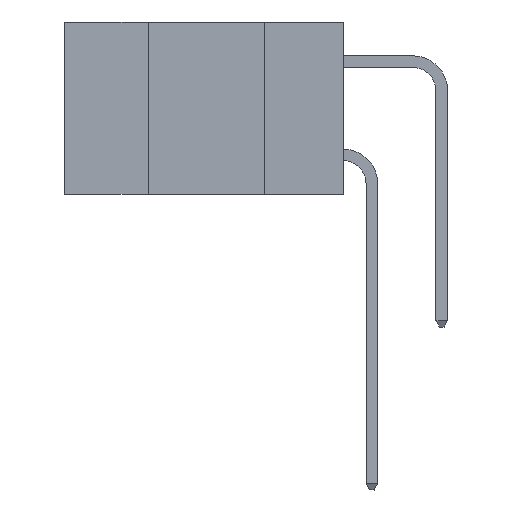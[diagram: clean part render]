
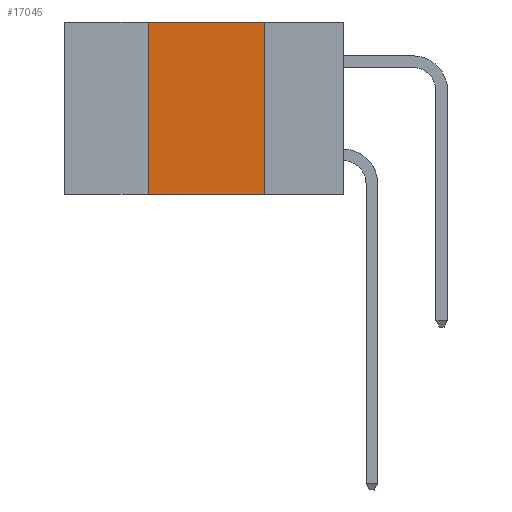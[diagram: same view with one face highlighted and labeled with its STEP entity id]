
A CAD part, left-side view. The second image highlights one B-rep face of the part: STEP entity #17045.
In plain terms, the highlighted planar face has unit normal (-1, 0, 0).
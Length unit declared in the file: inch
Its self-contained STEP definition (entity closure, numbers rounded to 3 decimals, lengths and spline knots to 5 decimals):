
#746 = VECTOR ( 'NONE', #13552, 39.37008 ) ;
#895 = EDGE_CURVE ( 'NONE', #9578, #2882, #13245, .T. ) ;
#2882 = VERTEX_POINT ( 'NONE', #7131 ) ;
#3372 = CARTESIAN_POINT ( 'NONE',  ( 0., 0.42, 0. ) ) ;
#3902 = VECTOR ( 'NONE', #18164, 39.37008 ) ;
#4883 = CARTESIAN_POINT ( 'NONE',  ( 0., 0.42, -0.37 ) ) ;
#4977 = LINE ( 'NONE', #11782, #746 ) ;
#6888 = EDGE_LOOP ( 'NONE', ( #12248, #20437, #13020, #18664 ) ) ;
#7131 = CARTESIAN_POINT ( 'NONE',  ( 0., 0.42, 0. ) ) ;
#7370 = CARTESIAN_POINT ( 'NONE',  ( 0., 0.17, 0. ) ) ;
#7395 = VECTOR ( 'NONE', #17286, 39.37008 ) ;
#8057 = LINE ( 'NONE', #14381, #11838 ) ;
#8349 = AXIS2_PLACEMENT_3D ( 'NONE', #18731, #20769, #10990 ) ;
#9324 = EDGE_CURVE ( 'NONE', #9578, #15550, #12183, .T. ) ;
#9446 = CARTESIAN_POINT ( 'NONE',  ( 0., 0.17, -0.37 ) ) ;
#9578 = VERTEX_POINT ( 'NONE', #4883 ) ;
#10990 = DIRECTION ( 'NONE',  ( 0., 0., -1. ) ) ;
#11581 = EDGE_CURVE ( 'NONE', #2882, #16398, #4977, .T. ) ;
#11782 = CARTESIAN_POINT ( 'NONE',  ( 0., 0.6, 0. ) ) ;
#11838 = VECTOR ( 'NONE', #17537, 39.37008 ) ;
#12183 = LINE ( 'NONE', #15637, #7395 ) ;
#12248 = ORIENTED_EDGE ( 'NONE', *, *, #18228, .F. ) ;
#13020 = ORIENTED_EDGE ( 'NONE', *, *, #895, .F. ) ;
#13245 = LINE ( 'NONE', #3372, #3902 ) ;
#13552 = DIRECTION ( 'NONE',  ( 0., -1., 0. ) ) ;
#14381 = CARTESIAN_POINT ( 'NONE',  ( 0., 0.17, 0. ) ) ;
#15550 = VERTEX_POINT ( 'NONE', #9446 ) ;
#15637 = CARTESIAN_POINT ( 'NONE',  ( 0., 0.6, -0.37 ) ) ;
#16398 = VERTEX_POINT ( 'NONE', #7370 ) ;
#17045 = ADVANCED_FACE ( 'NONE', ( #18320 ), #18878, .F. ) ;
#17286 = DIRECTION ( 'NONE',  ( 0., -1., 0. ) ) ;
#17537 = DIRECTION ( 'NONE',  ( 0., 0., -1. ) ) ;
#18164 = DIRECTION ( 'NONE',  ( 0., 0., 1. ) ) ;
#18228 = EDGE_CURVE ( 'NONE', #16398, #15550, #8057, .T. ) ;
#18320 = FACE_OUTER_BOUND ( 'NONE', #6888, .T. ) ;
#18664 = ORIENTED_EDGE ( 'NONE', *, *, #9324, .T. ) ;
#18731 = CARTESIAN_POINT ( 'NONE',  ( 0., 0.6, 0. ) ) ;
#18878 = PLANE ( 'NONE',  #8349 ) ;
#20437 = ORIENTED_EDGE ( 'NONE', *, *, #11581, .F. ) ;
#20769 = DIRECTION ( 'NONE',  ( 1., 0., 0. ) ) ;
